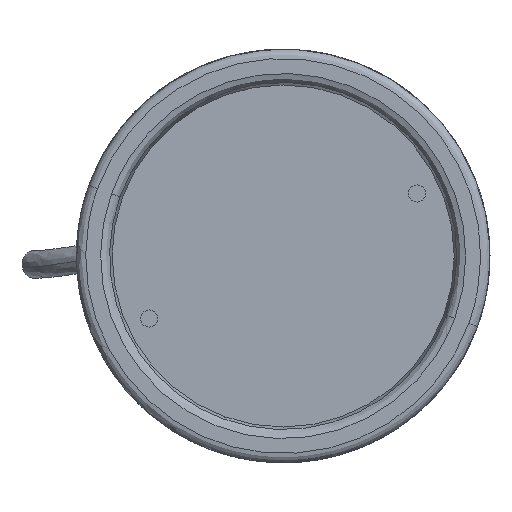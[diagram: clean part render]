
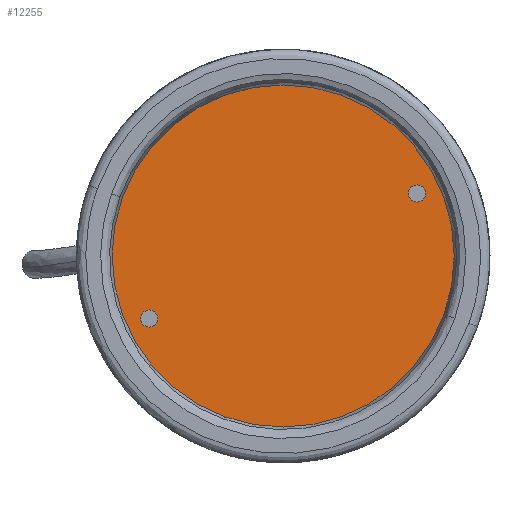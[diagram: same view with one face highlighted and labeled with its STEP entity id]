
A CAD part, front view. The second image highlights one B-rep face of the part: STEP entity #12255.
In plain terms, the highlighted planar face has unit normal (0, -1, 0).
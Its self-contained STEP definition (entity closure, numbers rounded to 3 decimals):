
#563 = ORIENTED_EDGE ( 'NONE', *, *, #25502, .F. ) ;
#2843 = CARTESIAN_POINT ( 'NONE',  ( 30.838, 5.2, 33.588 ) ) ;
#3041 = FACE_OUTER_BOUND ( 'NONE', #73219, .T. ) ;
#3051 = CARTESIAN_POINT ( 'NONE',  ( -30.838, 5.2, -33.588 ) ) ;
#3547 = CARTESIAN_POINT ( 'NONE',  ( -36.338, 5.2, -33.588 ) ) ;
#4516 = CIRCLE ( 'NONE', #20936, 2.75 ) ;
#4989 = EDGE_CURVE ( 'NONE', #12883, #27419, #21116, .T. ) ;
#7557 = ORIENTED_EDGE ( 'NONE', *, *, #13436, .F. ) ;
#7692 = AXIS2_PLACEMENT_3D ( 'NONE', #45768, #22008, #69907 ) ;
#8393 = DIRECTION ( 'NONE',  ( 0., -1., 0. ) ) ;
#8408 = VERTEX_POINT ( 'NONE', #3051 ) ;
#10774 = EDGE_LOOP ( 'NONE', ( #50956, #563 ) ) ;
#11342 = AXIS2_PLACEMENT_3D ( 'NONE', #60061, #71140, #35131 ) ;
#11800 = DIRECTION ( 'NONE',  ( 1., 0., 0. ) ) ;
#12255 = ADVANCED_FACE ( 'NONE', ( #38267, #62416, #3041 ), #39435, .F. ) ;
#12883 = VERTEX_POINT ( 'NONE', #62290 ) ;
#13436 = EDGE_CURVE ( 'NONE', #8408, #19505, #14894, .T. ) ;
#14894 = CIRCLE ( 'NONE', #11342, 2.75 ) ;
#15499 = EDGE_CURVE ( 'NONE', #56491, #56218, #74658, .T. ) ;
#17781 = AXIS2_PLACEMENT_3D ( 'NONE', #72352, #42258, #11800 ) ;
#18553 = DIRECTION ( 'NONE',  ( 0., 0., -1. ) ) ;
#19383 = DIRECTION ( 'NONE',  ( 1., 0., 0. ) ) ;
#19505 = VERTEX_POINT ( 'NONE', #3547 ) ;
#20936 = AXIS2_PLACEMENT_3D ( 'NONE', #56830, #33441, #27514 ) ;
#21116 = CIRCLE ( 'NONE', #69137, 55. ) ;
#22008 = DIRECTION ( 'NONE',  ( 0., 1., 0. ) ) ;
#23512 = CIRCLE ( 'NONE', #58957, 2.75 ) ;
#25502 = EDGE_CURVE ( 'NONE', #56218, #56491, #23512, .T. ) ;
#27419 = VERTEX_POINT ( 'NONE', #63222 ) ;
#27514 = DIRECTION ( 'NONE',  ( 1., 0., 0. ) ) ;
#33441 = DIRECTION ( 'NONE',  ( 0., -1., 0. ) ) ;
#35131 = DIRECTION ( 'NONE',  ( 1., 0., 0. ) ) ;
#35642 = CIRCLE ( 'NONE', #55903, 55. ) ;
#36892 = CARTESIAN_POINT ( 'NONE',  ( 36.338, 5.2, 33.588 ) ) ;
#37183 = DIRECTION ( 'NONE',  ( 0., -1., 0. ) ) ;
#37539 = DIRECTION ( 'NONE',  ( 0., -1., 0. ) ) ;
#38267 = FACE_BOUND ( 'NONE', #10774, .T. ) ;
#39435 = PLANE ( 'NONE',  #7692 ) ;
#42258 = DIRECTION ( 'NONE',  ( 0., -1., 0. ) ) ;
#45565 = DIRECTION ( 'NONE',  ( 0., 0., -1. ) ) ;
#45768 = CARTESIAN_POINT ( 'NONE',  ( -110., 5.2, -110. ) ) ;
#47788 = ORIENTED_EDGE ( 'NONE', *, *, #4989, .T. ) ;
#50956 = ORIENTED_EDGE ( 'NONE', *, *, #15499, .F. ) ;
#53119 = EDGE_CURVE ( 'NONE', #27419, #12883, #35642, .T. ) ;
#55778 = CARTESIAN_POINT ( 'NONE',  ( 0., 5.2, 0. ) ) ;
#55903 = AXIS2_PLACEMENT_3D ( 'NONE', #55778, #37539, #18553 ) ;
#56218 = VERTEX_POINT ( 'NONE', #2843 ) ;
#56491 = VERTEX_POINT ( 'NONE', #36892 ) ;
#56830 = CARTESIAN_POINT ( 'NONE',  ( -33.588, 5.2, -33.588 ) ) ;
#58047 = EDGE_LOOP ( 'NONE', ( #7557, #62147 ) ) ;
#58957 = AXIS2_PLACEMENT_3D ( 'NONE', #61751, #37183, #19383 ) ;
#60061 = CARTESIAN_POINT ( 'NONE',  ( -33.588, 5.2, -33.588 ) ) ;
#60209 = ORIENTED_EDGE ( 'NONE', *, *, #53119, .T. ) ;
#61751 = CARTESIAN_POINT ( 'NONE',  ( 33.588, 5.2, 33.588 ) ) ;
#62147 = ORIENTED_EDGE ( 'NONE', *, *, #76242, .F. ) ;
#62290 = CARTESIAN_POINT ( 'NONE',  ( 0., 5.2, -55. ) ) ;
#62416 = FACE_BOUND ( 'NONE', #58047, .T. ) ;
#63222 = CARTESIAN_POINT ( 'NONE',  ( 0., 5.2, 55. ) ) ;
#69137 = AXIS2_PLACEMENT_3D ( 'NONE', #70083, #8393, #45565 ) ;
#69907 = DIRECTION ( 'NONE',  ( 0., 0., 1. ) ) ;
#70083 = CARTESIAN_POINT ( 'NONE',  ( 0., 5.2, 0. ) ) ;
#71140 = DIRECTION ( 'NONE',  ( 0., -1., 0. ) ) ;
#72352 = CARTESIAN_POINT ( 'NONE',  ( 33.588, 5.2, 33.588 ) ) ;
#73219 = EDGE_LOOP ( 'NONE', ( #47788, #60209 ) ) ;
#74658 = CIRCLE ( 'NONE', #17781, 2.75 ) ;
#76242 = EDGE_CURVE ( 'NONE', #19505, #8408, #4516, .T. ) ;
